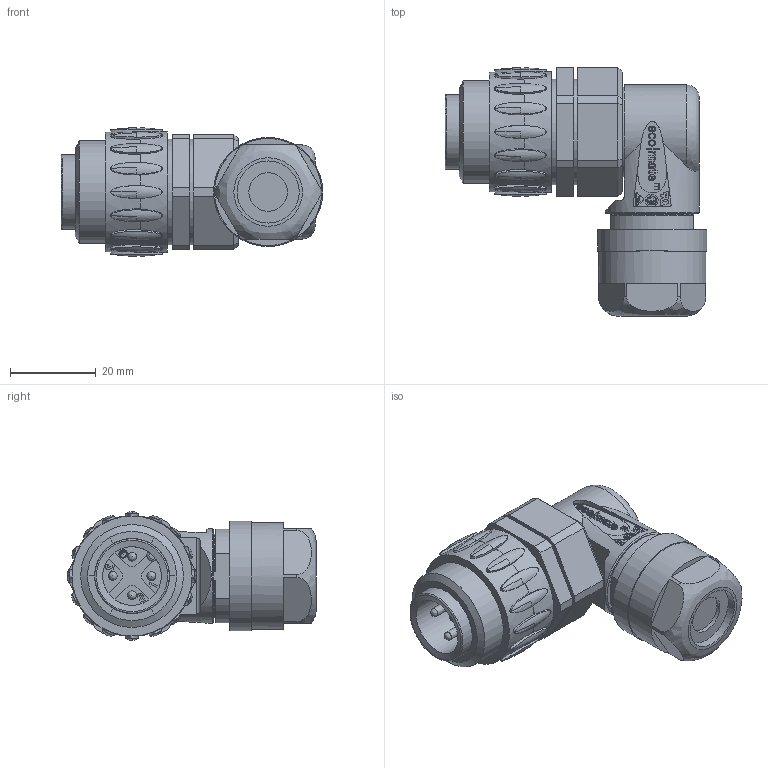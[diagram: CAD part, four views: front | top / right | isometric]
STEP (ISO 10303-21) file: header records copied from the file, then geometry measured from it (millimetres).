
FILE_DESCRIPTION(/* description */ (''),/* implementation_level */ '2;1');
FILE_NAME(/* name */ 'c016 20k003 x00 1xnxc001-03.stp',/* time_stamp */ '2019-07-08T09:52:15+02:00',/* author */ (''),/* organization */ (''),/* preprocessor_version */ 'ST-DEVELOPER v16.7',/* originating_system */ 'SIEMENS PLM Software NX 12.0',/* authorisation */ '');
FILE_SCHEMA (('AUTOMOTIVE_DESIGN { 1 0 10303 214 3 1 1 1 }'));
Length unit declared in the file: millimetre
Products named in the file (1): c016 20k003 x00 1xnxc001-03
Bounding box: 61.05 x 58 x 30 mm (x, y, z)
Volume: 41154.9 mm3; surface area: 12163 mm2
Topology: 1 solids, 4 shells, 907 faces, 2465 edges, 1593 vertices
Faces by surface type: plane 620, cylinder 194, bspline 58, extrusion 27, cone 8
Full cylindrical faces by diameter (mm): 1.575 x1, 1.837 x1, 1.95 x1, 2 x4, 2.05 x4, 9 x1, 13.7 x1, 14.5 x1, 16.5 x1, 17.4 x2, 17.5 x1, 21 x1, 22 x1, 23 x1, 24 x1, 24.7 x2, 25 x1, 25.5 x1, 28 x1, 28.2 x1
Entity records: 31570 total; most frequent: CARTESIAN_POINT 9479, ORIENTED_EDGE 4674, DIRECTION 4304, EDGE_CURVE 2337, VECTOR 1662, LINE 1635, VERTEX_POINT 1558, AXIS2_PLACEMENT_3D 1321
